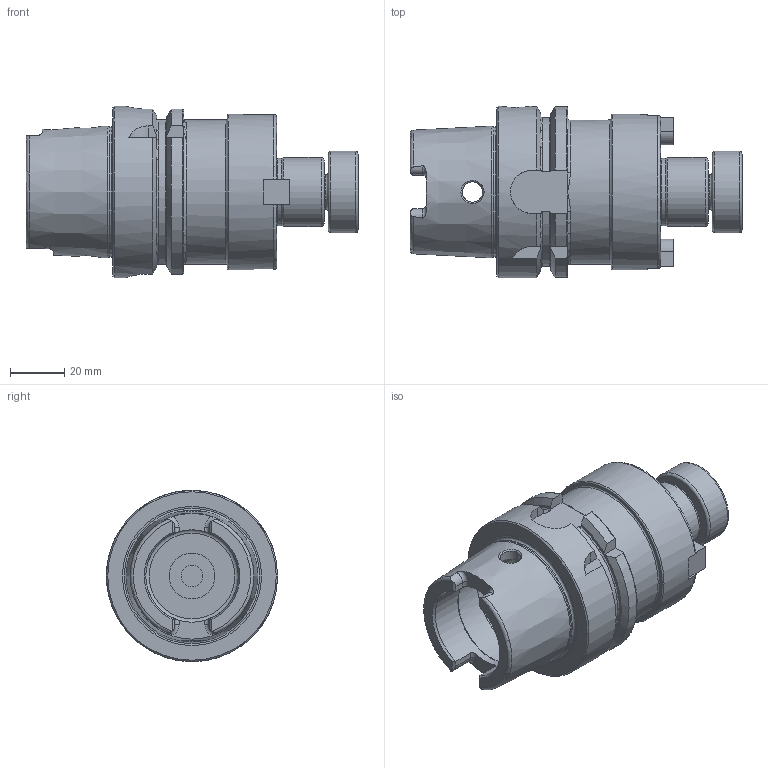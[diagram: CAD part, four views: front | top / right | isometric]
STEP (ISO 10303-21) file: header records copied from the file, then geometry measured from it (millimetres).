
FILE_DESCRIPTION(/* description */ ('','CAx-IF Rec.Pracs.---Representation and Presentation of Product Manufacturing Information (PMI)---4.0---2014-10-13'),/* implementation_level */ '2;1');
FILE_NAME(/* name */ 'EQ103C-HSK63A-SMA25.4C-60.2.stp',/* time_stamp */ '2025-02-21T15:28:12+09:00',/* author */ ('eos'),/* organization */ (''),/* preprocessor_version */ 'ST-DEVELOPER v20',/* originating_system */ 'Autodesk Inventor 2025',/* authorisation */ '');
FILE_SCHEMA (('AP242_MANAGED_MODEL_BASED_3D_ENGINEERING_MIM_LF { 1 0 10303 442 1 1 4 }'));
Length unit declared in the file: inch
Products named in the file (5): LO-HSK63A-SMA25.4C-60.2; HSK63A; COLLAR BOLT-UNF3_4-16x47L; SMA27-DRIV EKEY-SECO; #8410
Assembly tree (4 placements, depth 2):
  LO-HSK63A-SMA25.4C-60.2
    HSK63A
    COLLAR BOLT-UNF3_4-16x47L
    SMA27-DRIV EKEY-SECO  x2
  #8410
Bounding box: 122.18 x 63 x 63 mm (x, y, z)
Volume: 177555.9 mm3; surface area: 39618.4 mm2
Topology: 6 solids, 6 shells, 223 faces, 570 edges, 365 vertices
Faces by surface type: plane 95, cylinder 57, torus 36, cone 29, bspline 6
Full cylindrical faces by diameter (mm): 3 x4, 3.302 x2, 4.166 x2, 4.5 x2, 6.858 x2, 7.5 x4, 8 x1, 9.525 x1, 10 x1, 11.328 x1, 12.7 x1, 13.5 x1, 16.917 x1, 19 x1, 24.8 x1, 25.4 x1, 30 x1, 34 x2, 40 x1, 48.041 x1, 53 x1, 57.15 x1, 63 x1
Entity records: 8379 total; most frequent: CARTESIAN_POINT 2526, DIRECTION 1197, ORIENTED_EDGE 1008, EDGE_CURVE 504, AXIS2_PLACEMENT_3D 498, VERTEX_POINT 329, CIRCLE 243, EDGE_LOOP 223
